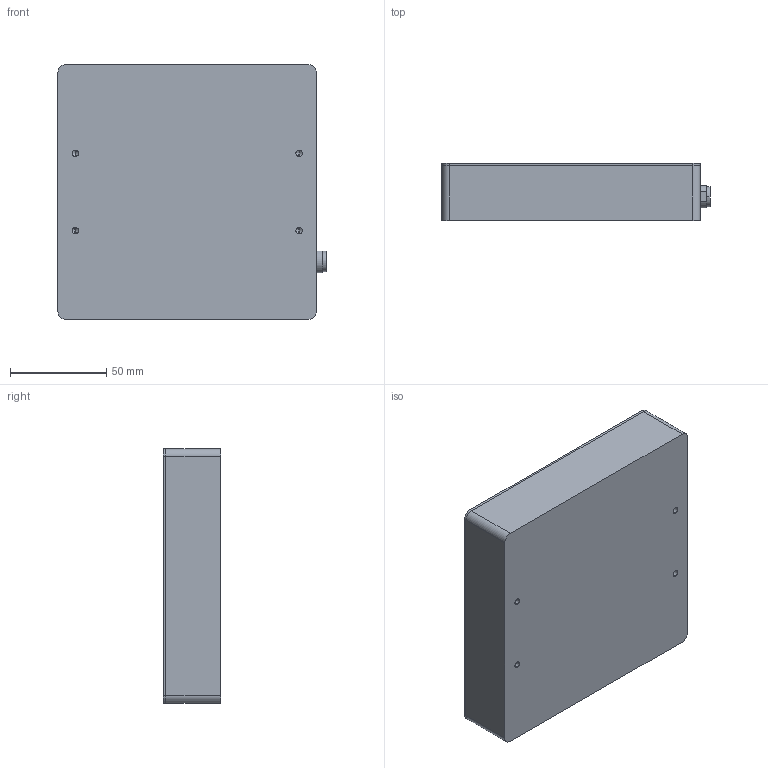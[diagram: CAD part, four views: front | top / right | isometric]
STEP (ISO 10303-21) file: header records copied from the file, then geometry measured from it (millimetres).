
FILE_DESCRIPTION (( 'STEP AP214' ), '1' );
FILE_NAME ('BHP1010-X-X-24V-ASSEMBLY.STEP', '2014-12-02T03:04:24', ( '' ), ( '' ), 'SwSTEP 2.0', 'SolidWorks 2010', '' );
FILE_SCHEMA (( 'AUTOMOTIVE_DESIGN' ));
Length unit declared in the file: millimetre
Products named in the file (9): BHP1010-X-X-24V-03 (TOP COVER); BHS3.BHL3-00-100-X-W-24V-PCB; 3.5MMX2.8MM LED; N-080BN NUT; BHP1010-X-X-24V-01 (CASING); BHS3.BHL3-00-100-X-W-24V-PCB ASSEMBLY; BHP1010-X-X-24V-ASSEMBLY; M624-RMH-R; BHP1010-X-X-24V-02 (DIFFUSER)
Assembly tree (259 placements, depth 3):
  BHP1010-X-X-24V-ASSEMBLY
    BHP1010-X-X-24V-02 (DIFFUSER)
    BHP1010-X-X-24V-01 (CASING)
    N-080BN NUT
    M624-RMH-R
    BHS3.BHL3-00-100-X-W-24V-PCB ASSEMBLY
      3.5MMX2.8MM LED  x252
      BHS3.BHL3-00-100-X-W-24V-PCB
    BHP1010-X-X-24V-03 (TOP COVER)
Bounding box: 139 x 29.7 x 132 mm (x, y, z)
Volume: 253246.1 mm3; surface area: 144960.9 mm2
Topology: 264 solids, 264 shells, 1879 faces, 3963 edges, 2604 vertices
Faces by surface type: plane 1611, cylinder 200, cone 64, torus 4
Entity records: 15070 total; most frequent: DIRECTION 2568, CARTESIAN_POINT 2541, ORIENTED_EDGE 1822, AXIS2_PLACEMENT_3D 1067, EDGE_CURVE 911, VERTEX_POINT 596, EDGE_LOOP 487, VECTOR 434
